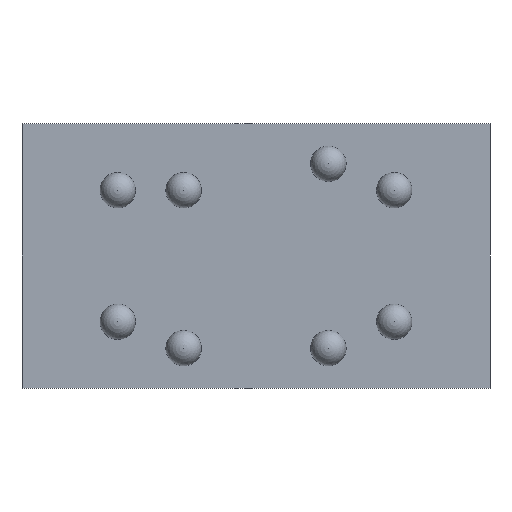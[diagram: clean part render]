
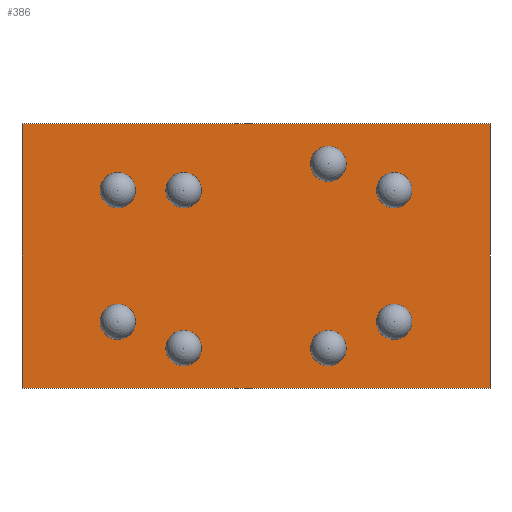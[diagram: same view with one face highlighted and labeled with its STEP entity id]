
A CAD part, front view. The second image highlights one B-rep face of the part: STEP entity #386.
In plain terms, the highlighted planar face has unit normal (0, -1, 0).
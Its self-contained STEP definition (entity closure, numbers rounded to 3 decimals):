
#15=FACE_BOUND('',#121,.T.);
#16=FACE_BOUND('',#122,.T.);
#17=FACE_BOUND('',#123,.T.);
#18=FACE_BOUND('',#124,.T.);
#19=FACE_BOUND('',#125,.T.);
#20=FACE_BOUND('',#126,.T.);
#21=FACE_BOUND('',#127,.T.);
#22=FACE_BOUND('',#128,.T.);
#28=PLANE('',#454);
#37=LINE('',#677,#57);
#41=LINE('',#685,#61);
#44=LINE('',#691,#64);
#47=LINE('',#696,#67);
#57=VECTOR('',#563,10.);
#61=VECTOR('',#569,10.);
#64=VECTOR('',#574,10.);
#67=VECTOR('',#579,10.);
#98=FACE_OUTER_BOUND('',#120,.T.);
#120=EDGE_LOOP('',(#345,#346,#347,#348));
#121=EDGE_LOOP('',(#349));
#122=EDGE_LOOP('',(#350));
#123=EDGE_LOOP('',(#351));
#124=EDGE_LOOP('',(#352));
#125=EDGE_LOOP('',(#353));
#126=EDGE_LOOP('',(#354));
#127=EDGE_LOOP('',(#355));
#128=EDGE_LOOP('',(#356));
#132=CIRCLE('',#406,0.135);
#136=CIRCLE('',#412,0.135);
#140=CIRCLE('',#418,0.135);
#144=CIRCLE('',#424,0.135);
#148=CIRCLE('',#430,0.135);
#152=CIRCLE('',#436,0.135);
#156=CIRCLE('',#442,0.135);
#160=CIRCLE('',#448,0.135);
#164=VERTEX_POINT('',#594);
#168=VERTEX_POINT('',#605);
#172=VERTEX_POINT('',#616);
#176=VERTEX_POINT('',#627);
#180=VERTEX_POINT('',#638);
#184=VERTEX_POINT('',#649);
#188=VERTEX_POINT('',#660);
#192=VERTEX_POINT('',#671);
#193=VERTEX_POINT('',#675);
#194=VERTEX_POINT('',#676);
#197=VERTEX_POINT('',#684);
#199=VERTEX_POINT('',#690);
#205=EDGE_CURVE('',#164,#164,#132,.T.);
#210=EDGE_CURVE('',#168,#168,#136,.T.);
#215=EDGE_CURVE('',#172,#172,#140,.T.);
#220=EDGE_CURVE('',#176,#176,#144,.T.);
#225=EDGE_CURVE('',#180,#180,#148,.T.);
#230=EDGE_CURVE('',#184,#184,#152,.T.);
#235=EDGE_CURVE('',#188,#188,#156,.T.);
#240=EDGE_CURVE('',#192,#192,#160,.T.);
#241=EDGE_CURVE('',#193,#194,#37,.T.);
#245=EDGE_CURVE('',#197,#193,#41,.T.);
#248=EDGE_CURVE('',#199,#197,#44,.T.);
#251=EDGE_CURVE('',#194,#199,#47,.T.);
#345=ORIENTED_EDGE('',*,*,#251,.F.);
#346=ORIENTED_EDGE('',*,*,#241,.F.);
#347=ORIENTED_EDGE('',*,*,#245,.F.);
#348=ORIENTED_EDGE('',*,*,#248,.F.);
#349=ORIENTED_EDGE('',*,*,#215,.T.);
#350=ORIENTED_EDGE('',*,*,#240,.T.);
#351=ORIENTED_EDGE('',*,*,#225,.T.);
#352=ORIENTED_EDGE('',*,*,#205,.T.);
#353=ORIENTED_EDGE('',*,*,#220,.T.);
#354=ORIENTED_EDGE('',*,*,#235,.T.);
#355=ORIENTED_EDGE('',*,*,#230,.T.);
#356=ORIENTED_EDGE('',*,*,#210,.T.);
#386=ADVANCED_FACE('',(#98,#15,#16,#17,#18,#19,#20,#21,#22),#28,.F.);
#406=AXIS2_PLACEMENT_3D('',#596,#468,#469);
#412=AXIS2_PLACEMENT_3D('',#607,#481,#482);
#418=AXIS2_PLACEMENT_3D('',#618,#494,#495);
#424=AXIS2_PLACEMENT_3D('',#629,#507,#508);
#430=AXIS2_PLACEMENT_3D('',#640,#520,#521);
#436=AXIS2_PLACEMENT_3D('',#651,#533,#534);
#442=AXIS2_PLACEMENT_3D('',#662,#546,#547);
#448=AXIS2_PLACEMENT_3D('',#673,#559,#560);
#454=AXIS2_PLACEMENT_3D('',#699,#583,#584);
#468=DIRECTION('center_axis',(0.,1.,0.));
#469=DIRECTION('ref_axis',(1.,0.,0.));
#481=DIRECTION('center_axis',(0.,1.,0.));
#482=DIRECTION('ref_axis',(1.,0.,0.));
#494=DIRECTION('center_axis',(0.,1.,0.));
#495=DIRECTION('ref_axis',(1.,0.,0.));
#507=DIRECTION('center_axis',(0.,1.,0.));
#508=DIRECTION('ref_axis',(1.,0.,0.));
#520=DIRECTION('center_axis',(0.,1.,0.));
#521=DIRECTION('ref_axis',(1.,0.,0.));
#533=DIRECTION('center_axis',(0.,1.,0.));
#534=DIRECTION('ref_axis',(1.,0.,0.));
#546=DIRECTION('center_axis',(0.,1.,0.));
#547=DIRECTION('ref_axis',(1.,0.,0.));
#559=DIRECTION('center_axis',(0.,1.,0.));
#560=DIRECTION('ref_axis',(1.,0.,0.));
#563=DIRECTION('',(-1.,0.,0.));
#569=DIRECTION('',(0.,0.,-1.));
#574=DIRECTION('',(1.,0.,0.));
#579=DIRECTION('',(0.,0.,1.));
#583=DIRECTION('center_axis',(0.,1.,0.));
#584=DIRECTION('ref_axis',(1.,0.,0.));
#594=CARTESIAN_POINT('',(-1.185,0.,0.5));
#596=CARTESIAN_POINT('Origin',(-1.05,0.,0.5));
#605=CARTESIAN_POINT('',(-0.685,0.,0.5));
#607=CARTESIAN_POINT('Origin',(-0.55,0.,0.5));
#616=CARTESIAN_POINT('',(-1.185,0.,-0.5));
#618=CARTESIAN_POINT('Origin',(-1.05,0.,-0.5));
#627=CARTESIAN_POINT('',(-0.685,0.,-0.7));
#629=CARTESIAN_POINT('Origin',(-0.55,0.,-0.7));
#638=CARTESIAN_POINT('',(0.415,0.,-0.7));
#640=CARTESIAN_POINT('Origin',(0.55,0.,-0.7));
#649=CARTESIAN_POINT('',(0.915,0.,-0.5));
#651=CARTESIAN_POINT('Origin',(1.05,0.,-0.5));
#660=CARTESIAN_POINT('',(0.915,0.,0.5));
#662=CARTESIAN_POINT('Origin',(1.05,0.,0.5));
#671=CARTESIAN_POINT('',(0.415,0.,0.7));
#673=CARTESIAN_POINT('Origin',(0.55,0.,0.7));
#675=CARTESIAN_POINT('',(1.778,0.,-1.006));
#676=CARTESIAN_POINT('',(-1.778,0.,-1.006));
#677=CARTESIAN_POINT('',(1.778,0.,-1.006));
#684=CARTESIAN_POINT('',(1.778,0.,1.006));
#685=CARTESIAN_POINT('',(1.778,0.,1.006));
#690=CARTESIAN_POINT('',(-1.778,0.,1.006));
#691=CARTESIAN_POINT('',(-1.778,0.,1.006));
#696=CARTESIAN_POINT('',(-1.778,0.,-1.006));
#699=CARTESIAN_POINT('Origin',(0.,0.,0.));
